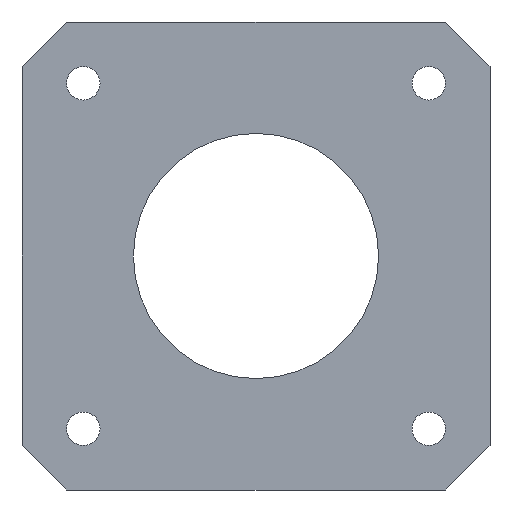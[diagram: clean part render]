
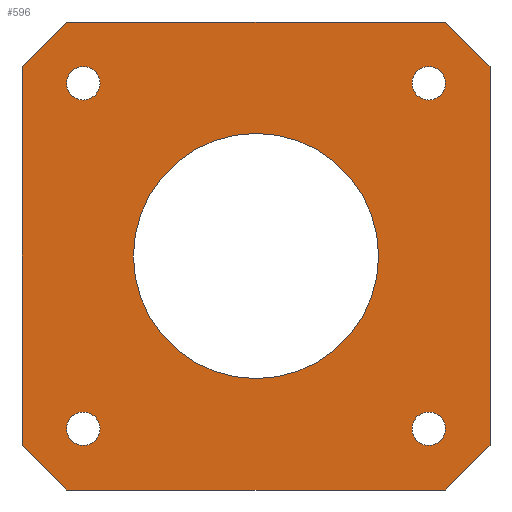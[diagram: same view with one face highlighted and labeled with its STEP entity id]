
A CAD part, front view. The second image highlights one B-rep face of the part: STEP entity #596.
In plain terms, the highlighted planar face has unit normal (0, -1, 0).
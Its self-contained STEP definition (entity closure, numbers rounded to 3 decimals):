
#20=FACE_BOUND('',#103,.T.);
#21=FACE_BOUND('',#104,.T.);
#22=FACE_BOUND('',#105,.T.);
#23=FACE_BOUND('',#106,.T.);
#24=FACE_BOUND('',#107,.T.);
#37=PLANE('',#680);
#67=FACE_OUTER_BOUND('',#102,.T.);
#102=EDGE_LOOP('',(#537,#538,#539,#540,#541,#542,#543,#544));
#103=EDGE_LOOP('',(#545));
#104=EDGE_LOOP('',(#546));
#105=EDGE_LOOP('',(#547));
#106=EDGE_LOOP('',(#548));
#107=EDGE_LOOP('',(#549));
#113=LINE('',#879,#163);
#145=LINE('',#1005,#195);
#148=LINE('',#1010,#198);
#149=LINE('',#1013,#199);
#151=LINE('',#1017,#201);
#153=LINE('',#1020,#203);
#155=LINE('',#1024,#205);
#157=LINE('',#1030,#207);
#163=VECTOR('',#696,10.);
#195=VECTOR('',#830,10.);
#198=VECTOR('',#835,10.);
#199=VECTOR('',#838,10.);
#201=VECTOR('',#842,10.);
#203=VECTOR('',#846,10.);
#205=VECTOR('',#850,10.);
#207=VECTOR('',#858,10.);
#237=CIRCLE('',#663,1.5);
#238=CIRCLE('',#665,1.5);
#239=CIRCLE('',#667,1.5);
#240=CIRCLE('',#669,1.5);
#241=CIRCLE('',#678,11.);
#248=VERTEX_POINT('',#876);
#249=VERTEX_POINT('',#878);
#287=VERTEX_POINT('',#985);
#288=VERTEX_POINT('',#989);
#289=VERTEX_POINT('',#993);
#290=VERTEX_POINT('',#997);
#291=VERTEX_POINT('',#1002);
#292=VERTEX_POINT('',#1004);
#293=VERTEX_POINT('',#1008);
#294=VERTEX_POINT('',#1012);
#295=VERTEX_POINT('',#1016);
#296=VERTEX_POINT('',#1022);
#297=VERTEX_POINT('',#1026);
#305=EDGE_CURVE('',#248,#249,#113,.T.);
#360=EDGE_CURVE('',#287,#287,#237,.T.);
#362=EDGE_CURVE('',#288,#288,#238,.T.);
#364=EDGE_CURVE('',#289,#289,#239,.T.);
#366=EDGE_CURVE('',#290,#290,#240,.T.);
#368=EDGE_CURVE('',#291,#292,#145,.T.);
#371=EDGE_CURVE('',#293,#291,#148,.T.);
#372=EDGE_CURVE('',#249,#294,#149,.T.);
#374=EDGE_CURVE('',#294,#295,#151,.T.);
#376=EDGE_CURVE('',#295,#293,#153,.T.);
#378=EDGE_CURVE('',#296,#248,#155,.T.);
#380=EDGE_CURVE('',#297,#297,#241,.T.);
#381=EDGE_CURVE('',#292,#296,#157,.T.);
#537=ORIENTED_EDGE('',*,*,#368,.F.);
#538=ORIENTED_EDGE('',*,*,#371,.F.);
#539=ORIENTED_EDGE('',*,*,#376,.F.);
#540=ORIENTED_EDGE('',*,*,#374,.F.);
#541=ORIENTED_EDGE('',*,*,#372,.F.);
#542=ORIENTED_EDGE('',*,*,#305,.F.);
#543=ORIENTED_EDGE('',*,*,#378,.F.);
#544=ORIENTED_EDGE('',*,*,#381,.F.);
#545=ORIENTED_EDGE('',*,*,#360,.T.);
#546=ORIENTED_EDGE('',*,*,#362,.T.);
#547=ORIENTED_EDGE('',*,*,#364,.T.);
#548=ORIENTED_EDGE('',*,*,#366,.T.);
#549=ORIENTED_EDGE('',*,*,#380,.F.);
#596=ADVANCED_FACE('',(#67,#20,#21,#22,#23,#24),#37,.F.);
#663=AXIS2_PLACEMENT_3D('',#987,#808,#809);
#665=AXIS2_PLACEMENT_3D('',#991,#813,#814);
#667=AXIS2_PLACEMENT_3D('',#995,#818,#819);
#669=AXIS2_PLACEMENT_3D('',#999,#823,#824);
#678=AXIS2_PLACEMENT_3D('',#1028,#854,#855);
#680=AXIS2_PLACEMENT_3D('',#1031,#859,#860);
#696=DIRECTION('',(0.,0.,-1.));
#808=DIRECTION('center_axis',(0.,1.,0.));
#809=DIRECTION('ref_axis',(1.,0.,0.));
#813=DIRECTION('center_axis',(0.,1.,0.));
#814=DIRECTION('ref_axis',(1.,0.,0.));
#818=DIRECTION('center_axis',(0.,1.,0.));
#819=DIRECTION('ref_axis',(1.,0.,0.));
#823=DIRECTION('center_axis',(0.,1.,0.));
#824=DIRECTION('ref_axis',(1.,0.,0.));
#830=DIRECTION('',(0.707,0.,0.707));
#835=DIRECTION('',(0.,0.,1.));
#838=DIRECTION('',(-0.707,0.,-0.707));
#842=DIRECTION('',(-1.,0.,0.));
#846=DIRECTION('',(-0.707,0.,0.707));
#850=DIRECTION('',(0.707,0.,-0.707));
#854=DIRECTION('center_axis',(0.,-1.,0.));
#855=DIRECTION('ref_axis',(1.,0.,0.));
#858=DIRECTION('',(1.,0.,0.));
#859=DIRECTION('center_axis',(0.,1.,0.));
#860=DIRECTION('ref_axis',(0.,0.,1.));
#876=CARTESIAN_POINT('',(21.,0.,17.));
#878=CARTESIAN_POINT('',(21.,0.,-17.));
#879=CARTESIAN_POINT('',(21.,0.,21.));
#985=CARTESIAN_POINT('',(-17.,0.,15.5));
#987=CARTESIAN_POINT('Origin',(-15.5,0.,15.5));
#989=CARTESIAN_POINT('',(-17.,0.,-15.5));
#991=CARTESIAN_POINT('Origin',(-15.5,0.,-15.5));
#993=CARTESIAN_POINT('',(14.,0.,15.5));
#995=CARTESIAN_POINT('Origin',(15.5,0.,15.5));
#997=CARTESIAN_POINT('',(14.,0.,-15.5));
#999=CARTESIAN_POINT('Origin',(15.5,0.,-15.5));
#1002=CARTESIAN_POINT('',(-21.,0.,17.));
#1004=CARTESIAN_POINT('',(-17.,0.,21.));
#1005=CARTESIAN_POINT('',(-19.,0.,19.));
#1008=CARTESIAN_POINT('',(-21.,0.,-17.));
#1010=CARTESIAN_POINT('',(-21.,0.,-21.));
#1012=CARTESIAN_POINT('',(17.,0.,-21.));
#1013=CARTESIAN_POINT('',(19.,0.,-19.));
#1016=CARTESIAN_POINT('',(-17.,0.,-21.));
#1017=CARTESIAN_POINT('',(21.,0.,-21.));
#1020=CARTESIAN_POINT('',(-19.,0.,-19.));
#1022=CARTESIAN_POINT('',(17.,0.,21.));
#1024=CARTESIAN_POINT('',(19.,0.,19.));
#1026=CARTESIAN_POINT('',(-11.,0.,0.));
#1028=CARTESIAN_POINT('Origin',(0.,0.,0.));
#1030=CARTESIAN_POINT('',(-21.,0.,21.));
#1031=CARTESIAN_POINT('Origin',(0.,0.,0.));
